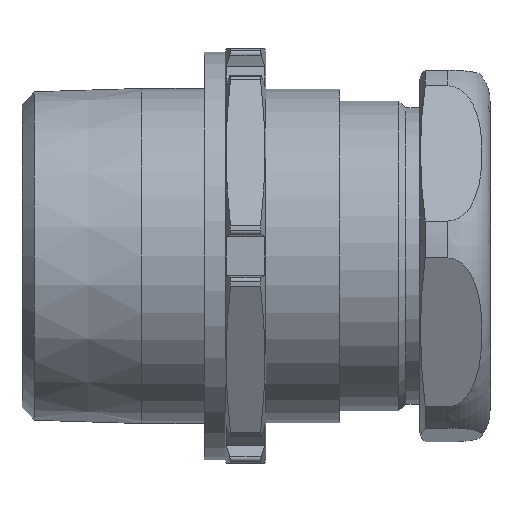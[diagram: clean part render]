
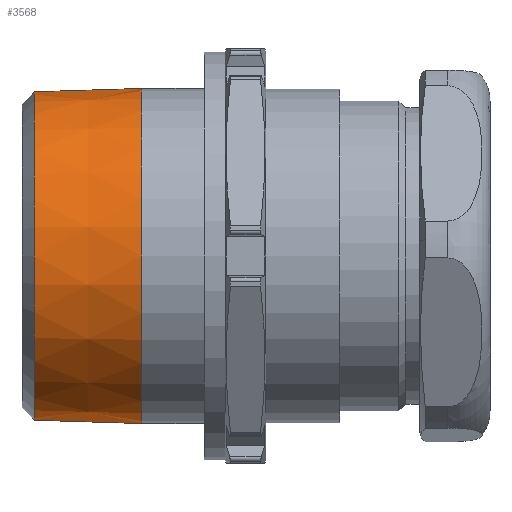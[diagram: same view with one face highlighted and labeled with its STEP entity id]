
A CAD part, front view. The second image highlights one B-rep face of the part: STEP entity #3568.
In plain terms, the highlighted conical face has half-angle 1.78 degrees and reference radius 23.712 mm.
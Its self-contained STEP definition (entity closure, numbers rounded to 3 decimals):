
#188 = VERTEX_POINT ( 'NONE', #11254 ) ;
#341 = DIRECTION ( 'NONE',  ( -1., 0., 0. ) ) ;
#531 = DIRECTION ( 'NONE',  ( 1., 0., 0. ) ) ;
#1400 = CARTESIAN_POINT ( 'NONE',  ( 0., 0., -23.712 ) ) ;
#2572 = VECTOR ( 'NONE', #17351, 1000. ) ;
#2664 = VECTOR ( 'NONE', #7093, 1000. ) ;
#2804 = EDGE_CURVE ( 'NONE', #13474, #6686, #14249, .T. ) ;
#3144 = CARTESIAN_POINT ( 'NONE',  ( 1.759, 0., 0. ) ) ;
#3354 = ORIENTED_EDGE ( 'NONE', *, *, #8369, .T. ) ;
#3568 = ADVANCED_FACE ( 'NONE', ( #7636 ), #15925, .T. ) ;
#3679 = CARTESIAN_POINT ( 'NONE',  ( 1.759, 0., 23.767 ) ) ;
#3811 = EDGE_CURVE ( 'NONE', #13474, #188, #10296, .T. ) ;
#4725 = DIRECTION ( 'NONE',  ( 0., 0., 1. ) ) ;
#5017 = DIRECTION ( 'NONE',  ( 0., 0., -1. ) ) ;
#5070 = AXIS2_PLACEMENT_3D ( 'NONE', #3144, #531, #5017 ) ;
#6157 = DIRECTION ( 'NONE',  ( 1., 0., 0. ) ) ;
#6666 = ORIENTED_EDGE ( 'NONE', *, *, #2804, .T. ) ;
#6686 = VERTEX_POINT ( 'NONE', #17107 ) ;
#7093 = DIRECTION ( 'NONE',  ( 1., 0., -0.031 ) ) ;
#7413 = EDGE_LOOP ( 'NONE', ( #12588, #6666, #11058, #3354 ) ) ;
#7636 = FACE_OUTER_BOUND ( 'NONE', #7413, .T. ) ;
#8369 = EDGE_CURVE ( 'NONE', #18345, #188, #12069, .T. ) ;
#8812 = AXIS2_PLACEMENT_3D ( 'NONE', #17642, #6157, #17459 ) ;
#10296 = LINE ( 'NONE', #16331, #2572 ) ;
#10578 = AXIS2_PLACEMENT_3D ( 'NONE', #13074, #341, #4725 ) ;
#10939 = CARTESIAN_POINT ( 'NONE',  ( 17.3, 0., -24.25 ) ) ;
#11058 = ORIENTED_EDGE ( 'NONE', *, *, #15568, .T. ) ;
#11254 = CARTESIAN_POINT ( 'NONE',  ( 17.3, 0., 24.25 ) ) ;
#12069 = CIRCLE ( 'NONE', #10578, 24.25 ) ;
#12588 = ORIENTED_EDGE ( 'NONE', *, *, #3811, .F. ) ;
#13074 = CARTESIAN_POINT ( 'NONE',  ( 17.3, 0., 0. ) ) ;
#13474 = VERTEX_POINT ( 'NONE', #3679 ) ;
#14135 = LINE ( 'NONE', #1400, #2664 ) ;
#14249 = CIRCLE ( 'NONE', #5070, 23.767 ) ;
#15568 = EDGE_CURVE ( 'NONE', #6686, #18345, #14135, .T. ) ;
#15925 = CONICAL_SURFACE ( 'NONE', #8812, 23.712, 0.031 ) ;
#16331 = CARTESIAN_POINT ( 'NONE',  ( 0., 0., 23.712 ) ) ;
#17107 = CARTESIAN_POINT ( 'NONE',  ( 1.759, 0., -23.767 ) ) ;
#17351 = DIRECTION ( 'NONE',  ( 1., 0., 0.031 ) ) ;
#17459 = DIRECTION ( 'NONE',  ( 0., 0., -1. ) ) ;
#17642 = CARTESIAN_POINT ( 'NONE',  ( 0., 0., 0. ) ) ;
#18345 = VERTEX_POINT ( 'NONE', #10939 ) ;
